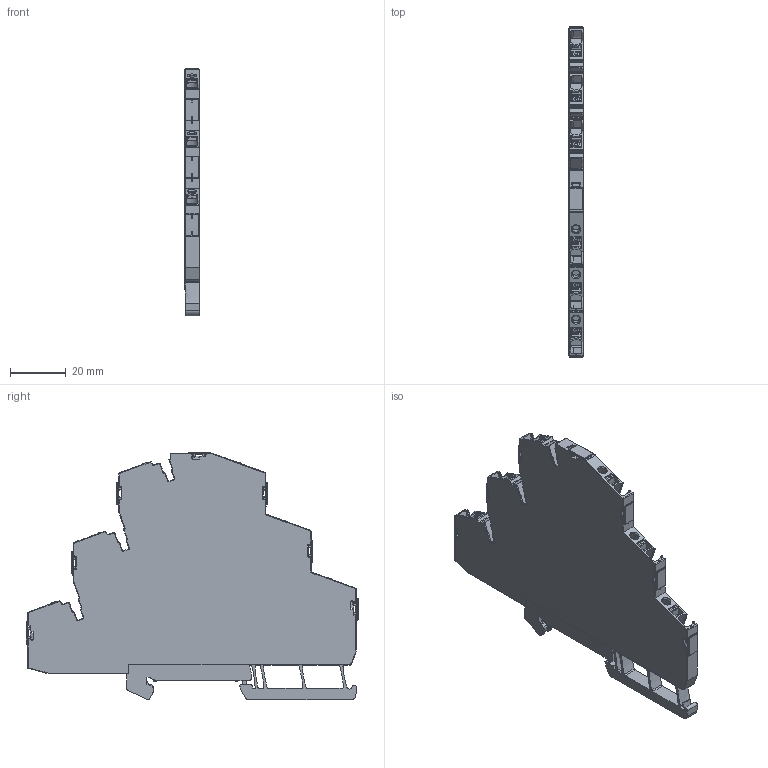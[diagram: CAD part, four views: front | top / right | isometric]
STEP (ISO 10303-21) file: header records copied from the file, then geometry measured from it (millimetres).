
FILE_DESCRIPTION(('CATIA V5 STEP Exchange','CAx-IF Rec.Pracs.--- Model Styling and Organization---1.5--- 2016-08-15','CAx-IF Rec.Pracs.---Supplemental Geometry---1.0---2011-11-01','CAx-IF Rec.Pracs.--- Composite Materials ---1.1---2010-07-15'),'2;1');
FILE_NAME ('1482447-3_0', '2024-11-26T10:08:14+00:00', ('none'), ('Weidmueller'), 'CATIA Version 5-6 Release 2022 SP4 HF5', 'CATIA V5 STEP AP214 v3', 'none');
FILE_SCHEMA(('AUTOMOTIVE_DESIGN { 1 0 10303 214 1 1 1 1 }'));
Products named in the file (1): 2902610000
Bounding box: 5.1 x 119.54 x 89.17 mm (x, y, z)
Volume: 33389.7 mm3; surface area: 19151.8 mm2
Topology: 1 solids, 4 shells, 2008 faces, 5766 edges, 3736 vertices
Faces by surface type: cylinder 942, plane 930, bspline 89, torus 34, cone 10, sphere 3
Entity records: 75455 total; most frequent: CARTESIAN_POINT 25111, ORIENTED_EDGE 11528, DIRECTION 8375, EDGE_CURVE 5764, VERTEX_POINT 3736, VECTOR 3594, LINE 3594, AXIS2_PLACEMENT_3D 3101
